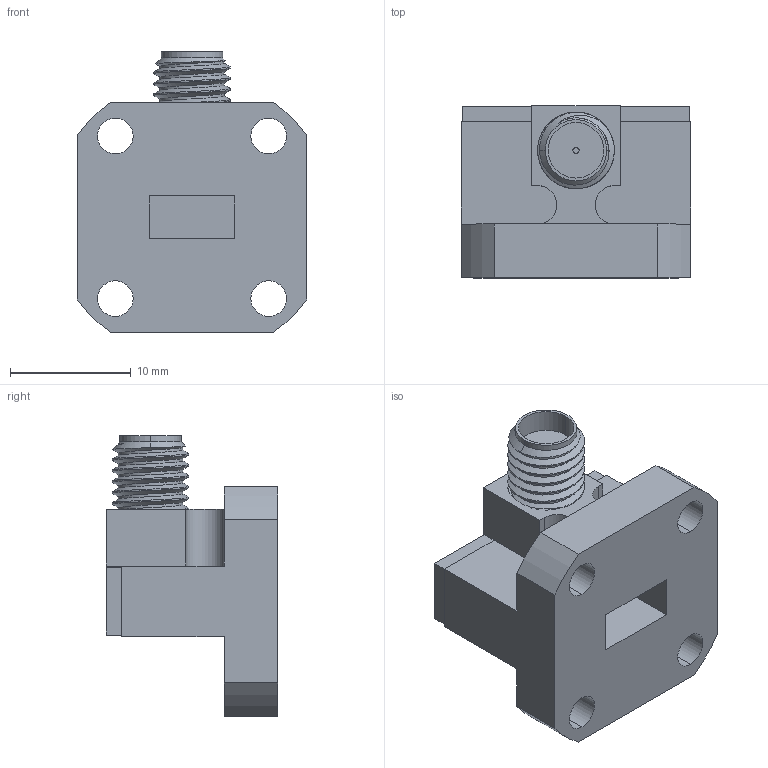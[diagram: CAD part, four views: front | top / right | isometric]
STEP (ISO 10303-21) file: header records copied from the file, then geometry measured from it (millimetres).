
FILE_DESCRIPTION (( 'STEP AP214' ), '1' );
FILE_NAME ('28CA1256.STEP', '2023-02-21T20:29:33', ( '' ), ( '' ), 'SwSTEP 2.0', 'SolidWorks 2022', '' );
FILE_SCHEMA (( 'AUTOMOTIVE_DESIGN' ));
Length unit declared in the file: inch
Products named in the file (5): 28CA1256; 028423; 5003153-X_5003153-11; flat head screw_ai_CR-FHMS 0.086-56x0.188x0.188-S; 1020-02SF
Assembly tree (5 placements, depth 2):
  28CA1256
    028423
    5003153-X_5003153-11
    1020-02SF
    flat head screw_ai_CR-FHMS 0.086-56x0.188x0.188-S  x2
Bounding box: 19.05 x 14.22 x 23.24 mm (x, y, z)
Volume: 2554.7 mm3; surface area: 2875.9 mm2
Topology: 5 solids, 5 shells, 260 faces, 656 edges, 412 vertices
Faces by surface type: cylinder 104, cone 83, plane 67, bspline 6
Entity records: 11136 total; most frequent: CARTESIAN_POINT 6219, ORIENTED_EDGE 984, DIRECTION 979, EDGE_CURVE 492, AXIS2_PLACEMENT_3D 373, VERTEX_POINT 314, LINE 233, VECTOR 233
